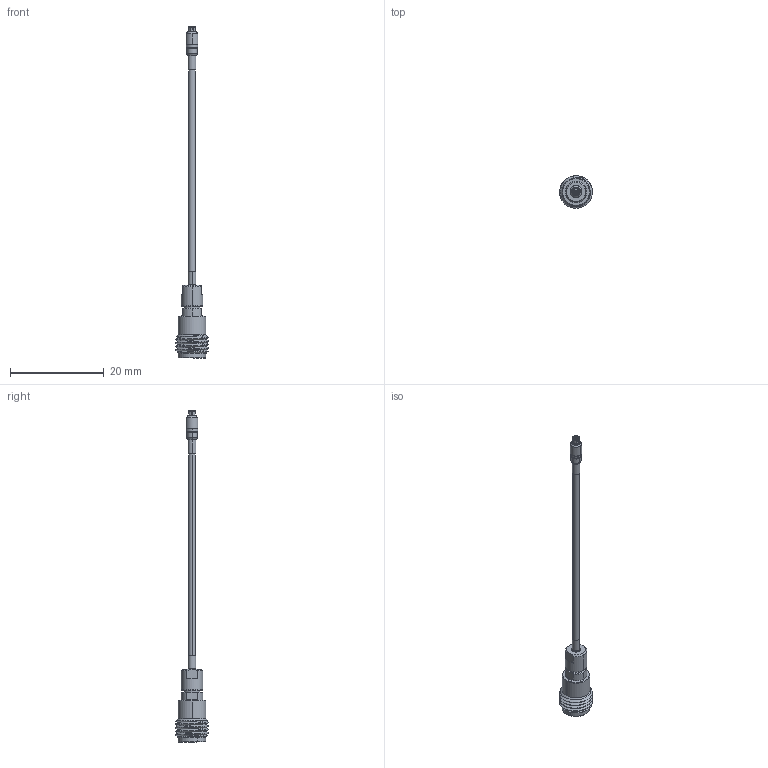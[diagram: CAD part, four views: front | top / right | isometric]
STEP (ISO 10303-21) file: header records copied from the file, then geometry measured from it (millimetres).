
FILE_DESCRIPTION (( 'STEP AP214' ), '1' );
FILE_NAME ('FMCA9957_3D.step', '2023-09-25T22:13:18', ( '' ), ( '' ), 'SwSTEP 2.0', 'SolidWorks 2022', '' );
FILE_SCHEMA (( 'AUTOMOTIVE_DESIGN' ));
Length unit declared in the file: inch
Products named in the file (5): FMCA9957_3D; Copy of PE44800^FMCA9957; Copy of 047_HeatShrink^FMCA9957; Copy of PE45893^FMCA9957; Copy of PE-P047 Cable New^FMCA9957
Assembly tree (5 placements, depth 2):
  FMCA9957_3D
    Copy of PE-P047 Cable New^FMCA9957
    Copy of PE45893^FMCA9957
    Copy of PE44800^FMCA9957
    Copy of 047_HeatShrink^FMCA9957  x2
Bounding box: 7 x 7 x 70.94 mm (x, y, z)
Volume: 435.3 mm3; surface area: 844.1 mm2
Topology: 5 solids, 5 shells, 243 faces, 599 edges, 380 vertices
Faces by surface type: plane 89, cylinder 70, cone 49, torus 32, bspline 3
Entity records: 8350 total; most frequent: CARTESIAN_POINT 2738, DIRECTION 1171, ORIENTED_EDGE 1118, EDGE_CURVE 559, AXIS2_PLACEMENT_3D 474, VERTEX_POINT 360, CIRCLE 246, EDGE_LOOP 239
